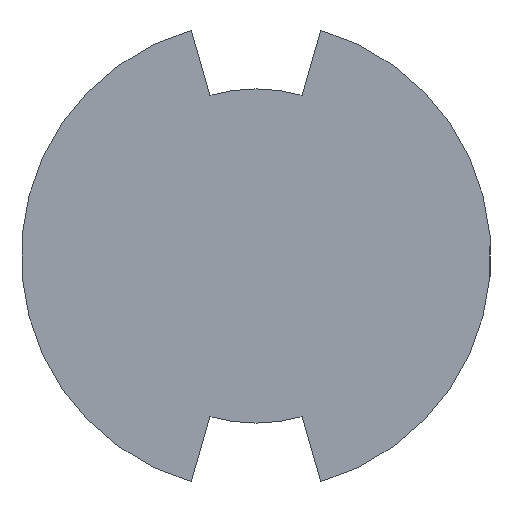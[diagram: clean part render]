
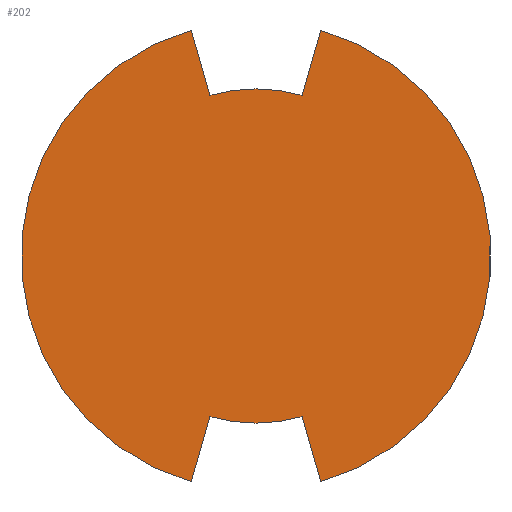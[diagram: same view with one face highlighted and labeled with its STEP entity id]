
A CAD part, front view. The second image highlights one B-rep face of the part: STEP entity #202.
In plain terms, the highlighted planar face has unit normal (0, -1, 0).
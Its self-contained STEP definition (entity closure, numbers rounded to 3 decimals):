
#17=CIRCLE('',#225,18.5);
#19=CIRCLE('',#231,18.5);
#20=CIRCLE('',#233,26.);
#21=CIRCLE('',#234,26.);
#37=FACE_OUTER_BOUND('',#49,.T.);
#49=EDGE_LOOP('',(#159,#160,#161,#162,#163,#164,#165,#166));
#58=LINE('',#315,#75);
#62=LINE('',#327,#79);
#66=LINE('',#336,#83);
#70=LINE('',#345,#87);
#75=VECTOR('',#250,10.);
#79=VECTOR('',#262,10.);
#83=VECTOR('',#268,10.);
#87=VECTOR('',#274,10.);
#92=VERTEX_POINT('',#312);
#93=VERTEX_POINT('',#314);
#95=VERTEX_POINT('',#320);
#97=VERTEX_POINT('',#326);
#100=VERTEX_POINT('',#333);
#101=VERTEX_POINT('',#335);
#104=VERTEX_POINT('',#342);
#105=VERTEX_POINT('',#344);
#110=EDGE_CURVE('',#93,#92,#58,.T.);
#113=EDGE_CURVE('',#95,#93,#17,.T.);
#116=EDGE_CURVE('',#97,#95,#62,.T.);
#120=EDGE_CURVE('',#101,#100,#66,.T.);
#124=EDGE_CURVE('',#105,#104,#70,.T.);
#127=EDGE_CURVE('',#100,#105,#19,.T.);
#128=EDGE_CURVE('',#92,#101,#20,.T.);
#129=EDGE_CURVE('',#104,#97,#21,.T.);
#159=ORIENTED_EDGE('',*,*,#116,.T.);
#160=ORIENTED_EDGE('',*,*,#113,.T.);
#161=ORIENTED_EDGE('',*,*,#110,.T.);
#162=ORIENTED_EDGE('',*,*,#128,.T.);
#163=ORIENTED_EDGE('',*,*,#120,.T.);
#164=ORIENTED_EDGE('',*,*,#127,.T.);
#165=ORIENTED_EDGE('',*,*,#124,.T.);
#166=ORIENTED_EDGE('',*,*,#129,.T.);
#193=PLANE('',#232);
#202=ADVANCED_FACE('',(#37),#193,.T.);
#225=AXIS2_PLACEMENT_3D('',#321,#256,#257);
#231=AXIS2_PLACEMENT_3D('',#349,#280,#281);
#232=AXIS2_PLACEMENT_3D('',#350,#282,#283);
#233=AXIS2_PLACEMENT_3D('',#351,#284,#285);
#234=AXIS2_PLACEMENT_3D('',#352,#286,#287);
#250=DIRECTION('',(-0.276,0.,0.961));
#256=DIRECTION('center_axis',(0.,-1.,0.));
#257=DIRECTION('ref_axis',(1.,0.,0.));
#262=DIRECTION('',(-0.276,0.,-0.961));
#268=DIRECTION('',(0.276,0.,0.961));
#274=DIRECTION('',(0.276,0.,-0.961));
#280=DIRECTION('center_axis',(0.,-1.,0.));
#281=DIRECTION('ref_axis',(1.,0.,0.));
#282=DIRECTION('center_axis',(0.,-1.,0.));
#283=DIRECTION('ref_axis',(1.,0.,0.));
#284=DIRECTION('center_axis',(0.,-1.,0.));
#285=DIRECTION('ref_axis',(1.,0.,0.));
#286=DIRECTION('center_axis',(0.,-1.,0.));
#287=DIRECTION('ref_axis',(1.,0.,0.));
#312=CARTESIAN_POINT('',(-7.167,17.8,24.993));
#314=CARTESIAN_POINT('',(-5.099,17.8,17.783));
#315=CARTESIAN_POINT('',(-1.25,17.8,4.361));
#320=CARTESIAN_POINT('',(5.099,17.8,17.783));
#321=CARTESIAN_POINT('Origin',(0.,17.8,0.));
#326=CARTESIAN_POINT('',(7.167,17.8,24.993));
#327=CARTESIAN_POINT('',(1.239,17.8,4.322));
#333=CARTESIAN_POINT('',(-5.099,17.8,-17.783));
#335=CARTESIAN_POINT('',(-7.167,17.8,-24.993));
#336=CARTESIAN_POINT('',(-5.927,17.8,-20.671));
#342=CARTESIAN_POINT('',(7.167,17.8,-24.993));
#344=CARTESIAN_POINT('',(5.099,17.8,-17.783));
#345=CARTESIAN_POINT('',(3.849,17.8,-13.423));
#349=CARTESIAN_POINT('Origin',(0.,17.8,0.));
#350=CARTESIAN_POINT('Origin',(-13.75,17.8,-13.75));
#351=CARTESIAN_POINT('Origin',(0.,17.8,0.));
#352=CARTESIAN_POINT('Origin',(0.,17.8,0.));
